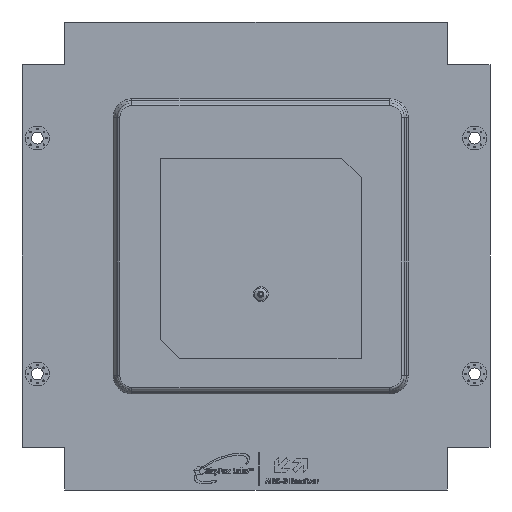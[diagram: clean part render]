
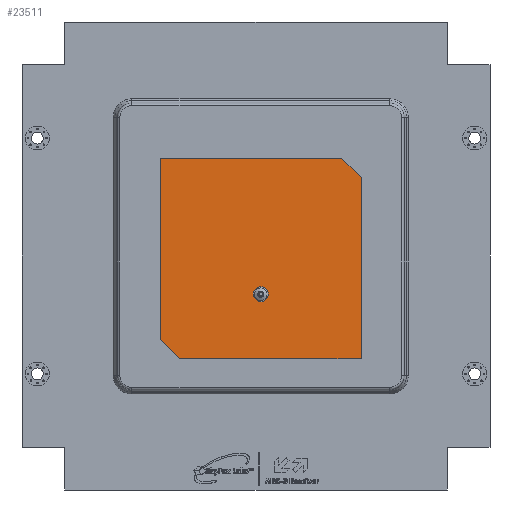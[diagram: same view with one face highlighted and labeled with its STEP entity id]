
A CAD part, left-side view. The second image highlights one B-rep face of the part: STEP entity #23511.
In plain terms, the highlighted face is planar.
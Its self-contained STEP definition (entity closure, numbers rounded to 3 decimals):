
#2472=LINE('',#36384,#5083);
#2473=LINE('',#36386,#5084);
#2474=LINE('',#36388,#5085);
#2475=LINE('',#36390,#5086);
#2476=LINE('',#36392,#5087);
#2477=LINE('',#36393,#5088);
#5083=VECTOR('',#30147,38.);
#5084=VECTOR('',#30148,5.657);
#5085=VECTOR('',#30149,38.);
#5086=VECTOR('',#30150,38.);
#5087=VECTOR('',#30151,5.657);
#5088=VECTOR('',#30152,38.);
#6488=PLANE('',#25294);
#7012=FACE_BOUND('',#9481,.T.);
#7934=FACE_OUTER_BOUND('',#9480,.T.);
#9480=EDGE_LOOP('',(#20423,#20424,#20425,#20426,#20427,#20428));
#9481=EDGE_LOOP('',(#20429));
#10320=CIRCLE('',#25291,1.545);
#11876=VERTEX_POINT('',#36376);
#11878=VERTEX_POINT('',#36382);
#11879=VERTEX_POINT('',#36383);
#11880=VERTEX_POINT('',#36385);
#11881=VERTEX_POINT('',#36387);
#11882=VERTEX_POINT('',#36389);
#11883=VERTEX_POINT('',#36391);
#14831=EDGE_CURVE('',#11876,#11876,#10320,.T.);
#14833=EDGE_CURVE('',#11878,#11879,#2472,.T.);
#14834=EDGE_CURVE('',#11879,#11880,#2473,.T.);
#14835=EDGE_CURVE('',#11880,#11881,#2474,.T.);
#14836=EDGE_CURVE('',#11881,#11882,#2475,.T.);
#14837=EDGE_CURVE('',#11882,#11883,#2476,.T.);
#14838=EDGE_CURVE('',#11883,#11878,#2477,.T.);
#20423=ORIENTED_EDGE('',*,*,#14833,.T.);
#20424=ORIENTED_EDGE('',*,*,#14834,.T.);
#20425=ORIENTED_EDGE('',*,*,#14835,.T.);
#20426=ORIENTED_EDGE('',*,*,#14836,.T.);
#20427=ORIENTED_EDGE('',*,*,#14837,.T.);
#20428=ORIENTED_EDGE('',*,*,#14838,.T.);
#20429=ORIENTED_EDGE('',*,*,#14831,.F.);
#23511=ADVANCED_FACE('',(#7934,#7012),#6488,.T.);
#25291=AXIS2_PLACEMENT_3D('',#36377,#30139,#30140);
#25294=AXIS2_PLACEMENT_3D('',#36381,#30145,#30146);
#30139=DIRECTION('center_axis',(0.,0.,1.));
#30140=DIRECTION('ref_axis',(1.,0.,0.));
#30145=DIRECTION('center_axis',(0.,0.,1.));
#30146=DIRECTION('ref_axis',(1.,0.,0.));
#30147=DIRECTION('',(0.,-1.,0.));
#30148=DIRECTION('',(0.707,-0.707,0.));
#30149=DIRECTION('',(1.,0.,0.));
#30150=DIRECTION('',(0.,1.,0.));
#30151=DIRECTION('',(-0.707,0.707,0.));
#30152=DIRECTION('',(-1.,0.,0.));
#36376=CARTESIAN_POINT('',(-1.545,-10.,0.5));
#36377=CARTESIAN_POINT('Origin',(0.,-10.,
0.5));
#36381=CARTESIAN_POINT('Origin',(0.,-2.5,0.5));
#36382=CARTESIAN_POINT('',(-21.,18.5,0.5));
#36383=CARTESIAN_POINT('',(-21.,-19.5,0.5));
#36384=CARTESIAN_POINT('',(-21.,-19.5,0.5));
#36385=CARTESIAN_POINT('',(-17.,-23.5,0.5));
#36386=CARTESIAN_POINT('',(-17.,-23.5,0.5));
#36387=CARTESIAN_POINT('',(21.,-23.5,0.5));
#36388=CARTESIAN_POINT('',(21.,-23.5,0.5));
#36389=CARTESIAN_POINT('',(21.,14.5,0.5));
#36390=CARTESIAN_POINT('',(21.,14.5,0.5));
#36391=CARTESIAN_POINT('',(17.,18.5,0.5));
#36392=CARTESIAN_POINT('',(17.,18.5,0.5));
#36393=CARTESIAN_POINT('',(-21.,18.5,0.5));
